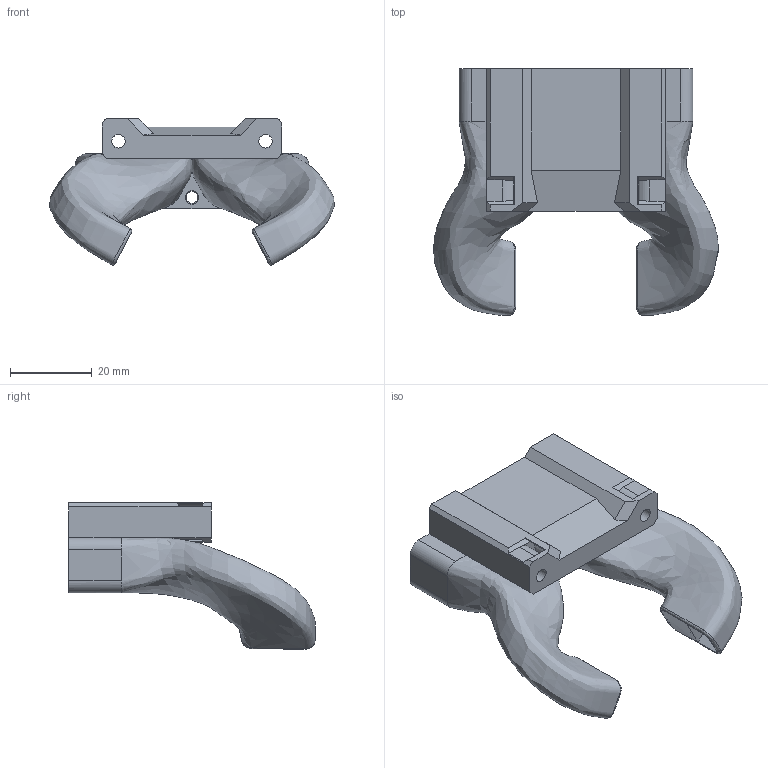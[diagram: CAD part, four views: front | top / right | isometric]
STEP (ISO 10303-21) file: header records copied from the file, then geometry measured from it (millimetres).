
FILE_DESCRIPTION(/* description */ (''),/* implementation_level */ '2;1');
FILE_NAME(/* name */ 'Bottom Horns - Volcano v1.step',/* time_stamp */ '2023-01-11T11:47:00-06:00',/* author */ (''),/* organization */ (''),/* preprocessor_version */ 'ST-DEVELOPER v19.2',/* originating_system */ 'Autodesk Translation Framework v11.17.0.187',/* authorisation */ '');
FILE_SCHEMA (('AUTOMOTIVE_DESIGN { 1 0 10303 214 3 1 1 }'));
Products named in the file (3): Bottom Horns - Volcano; bottom_horns_volcano_fi; PN596
Assembly tree (2 placements, depth 2):
  Bottom Horns - Volcano
    bottom_horns_volcano_fi
    PN596
Bounding box: 69.55 x 60.22 x 35.78 mm (x, y, z)
Volume: 21340.9 mm3; surface area: 21257.7 mm2
Topology: 2 solids, 2 shells, 274 faces, 873 edges, 585 vertices
Faces by surface type: bspline 128, plane 91, cylinder 52, cone 3
Full cylindrical faces by diameter (mm): 2.9 x1, 3.3 x3, 4.2 x1, 4.25 x1, 4.6 x1, 4.7 x1
Entity records: 34998 total; most frequent: CARTESIAN_POINT 28137, ORIENTED_EDGE 1716, DIRECTION 990, EDGE_CURVE 858, VERTEX_POINT 585, B_SPLINE_CURVE_WITH_KNOTS 372, AXIS2_PLACEMENT_3D 357, EDGE_LOOP 295
